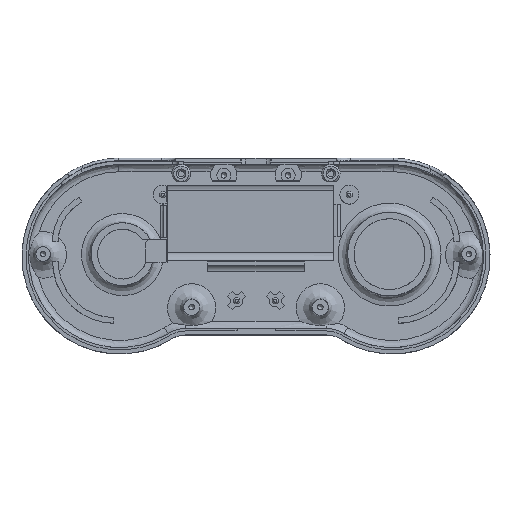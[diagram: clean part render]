
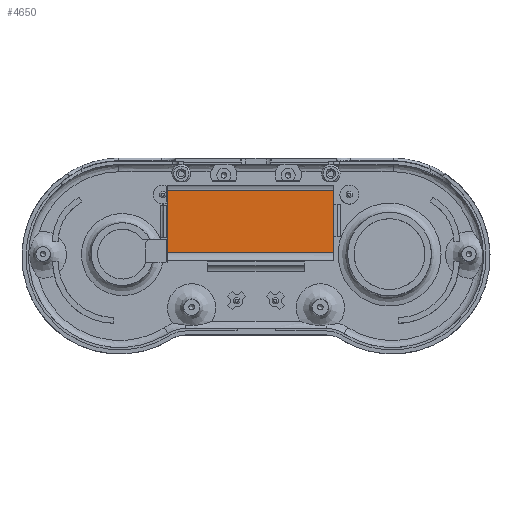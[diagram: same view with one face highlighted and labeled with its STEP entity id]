
A CAD part, top view. The second image highlights one B-rep face of the part: STEP entity #4650.
In plain terms, the highlighted planar face has unit normal (0, 0, 1).
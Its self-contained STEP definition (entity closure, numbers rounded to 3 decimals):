
#125=PLANE('',#5014);
#366=LINE('',#8183,#737);
#367=LINE('',#8185,#738);
#368=LINE('',#8187,#739);
#369=LINE('',#8188,#740);
#737=VECTOR('',#5694,10.);
#738=VECTOR('',#5695,10.);
#739=VECTOR('',#5696,10.);
#740=VECTOR('',#5697,10.);
#1121=FACE_OUTER_BOUND('',#1403,.T.);
#1403=EDGE_LOOP('',(#3471,#3472,#3473,#3474));
#2138=VERTEX_POINT('',#8181);
#2139=VERTEX_POINT('',#8182);
#2140=VERTEX_POINT('',#8184);
#2141=VERTEX_POINT('',#8186);
#2663=EDGE_CURVE('',#2138,#2139,#366,.T.);
#2664=EDGE_CURVE('',#2139,#2140,#367,.T.);
#2665=EDGE_CURVE('',#2140,#2141,#368,.T.);
#2666=EDGE_CURVE('',#2141,#2138,#369,.T.);
#3471=ORIENTED_EDGE('',*,*,#2663,.T.);
#3472=ORIENTED_EDGE('',*,*,#2664,.T.);
#3473=ORIENTED_EDGE('',*,*,#2665,.T.);
#3474=ORIENTED_EDGE('',*,*,#2666,.T.);
#4650=ADVANCED_FACE('',(#1121),#125,.T.);
#5014=AXIS2_PLACEMENT_3D('',#8180,#5692,#5693);
#5692=DIRECTION('center_axis',(0.,0.,
1.));
#5693=DIRECTION('ref_axis',(-1.,0.,0.));
#5694=DIRECTION('',(1.,0.,0.));
#5695=DIRECTION('',(0.,1.,0.));
#5696=DIRECTION('',(-1.,0.,0.));
#5697=DIRECTION('',(0.,-1.,0.));
#8180=CARTESIAN_POINT('Origin',(-1.759,10.156,-14.85));
#8181=CARTESIAN_POINT('',(-27.659,0.531,-14.85));
#8182=CARTESIAN_POINT('',(24.141,0.531,-14.85));
#8183=CARTESIAN_POINT('',(-14.634,0.531,-14.85));
#8184=CARTESIAN_POINT('',(24.141,19.781,-14.85));
#8185=CARTESIAN_POINT('',(24.141,3.968,-14.85));
#8186=CARTESIAN_POINT('',(-27.659,19.781,-14.85));
#8187=CARTESIAN_POINT('',(11.116,19.781,-14.85));
#8188=CARTESIAN_POINT('',(-27.659,16.343,-14.85));
